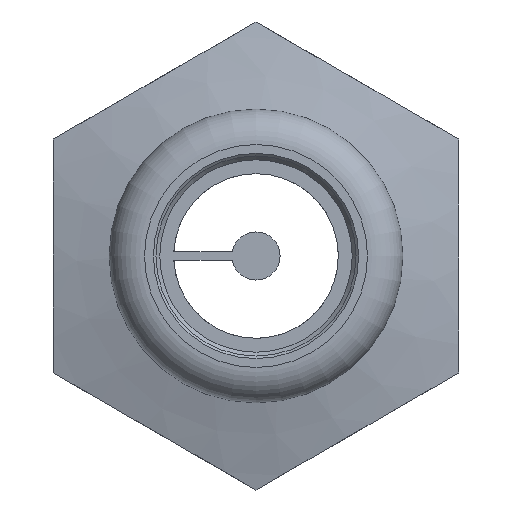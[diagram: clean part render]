
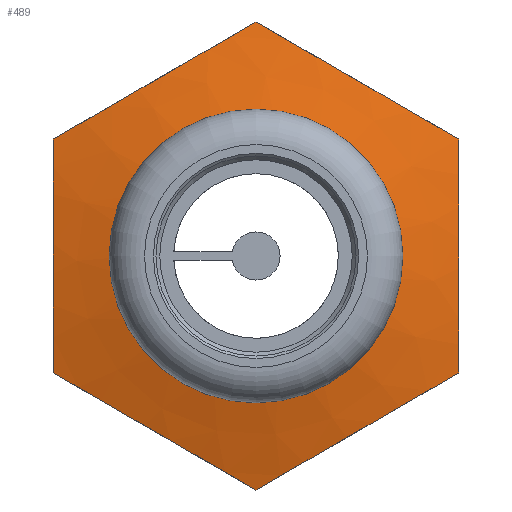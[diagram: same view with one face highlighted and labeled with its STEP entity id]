
A CAD part, left-side view. The second image highlights one B-rep face of the part: STEP entity #489.
In plain terms, the highlighted conical face has half-angle 75 degrees and reference radius 13.788 mm.
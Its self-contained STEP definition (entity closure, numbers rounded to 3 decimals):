
#16=(
BOUNDED_CURVE()
B_SPLINE_CURVE(2,(#801,#802,#803),.UNSPECIFIED.,.F.,.F.)
B_SPLINE_CURVE_WITH_KNOTS((3,3),(0.,1.852),.UNSPECIFIED.)
CURVE()
GEOMETRIC_REPRESENTATION_ITEM()
RATIONAL_B_SPLINE_CURVE((1.,1.155,1.))
REPRESENTATION_ITEM($)
);
#17=(
BOUNDED_CURVE()
B_SPLINE_CURVE(2,(#805,#806,#807),.UNSPECIFIED.,.F.,.F.)
B_SPLINE_CURVE_WITH_KNOTS((3,3),(0.,1.852),.UNSPECIFIED.)
CURVE()
GEOMETRIC_REPRESENTATION_ITEM()
RATIONAL_B_SPLINE_CURVE((1.,1.155,1.))
REPRESENTATION_ITEM($)
);
#18=(
BOUNDED_CURVE()
B_SPLINE_CURVE(2,(#809,#810,#811),.UNSPECIFIED.,.F.,.F.)
B_SPLINE_CURVE_WITH_KNOTS((3,3),(0.,1.852),.UNSPECIFIED.)
CURVE()
GEOMETRIC_REPRESENTATION_ITEM()
RATIONAL_B_SPLINE_CURVE((1.,1.155,1.))
REPRESENTATION_ITEM($)
);
#19=(
BOUNDED_CURVE()
B_SPLINE_CURVE(2,(#813,#814,#815),.UNSPECIFIED.,.F.,.F.)
B_SPLINE_CURVE_WITH_KNOTS((3,3),(0.,1.852),.UNSPECIFIED.)
CURVE()
GEOMETRIC_REPRESENTATION_ITEM()
RATIONAL_B_SPLINE_CURVE((1.,1.155,1.))
REPRESENTATION_ITEM($)
);
#20=(
BOUNDED_CURVE()
B_SPLINE_CURVE(2,(#817,#818,#819),.UNSPECIFIED.,.F.,.F.)
B_SPLINE_CURVE_WITH_KNOTS((3,3),(0.,1.852),.UNSPECIFIED.)
CURVE()
GEOMETRIC_REPRESENTATION_ITEM()
RATIONAL_B_SPLINE_CURVE((1.,1.155,1.))
REPRESENTATION_ITEM($)
);
#21=(
BOUNDED_CURVE()
B_SPLINE_CURVE(2,(#820,#821,#822),.UNSPECIFIED.,.F.,.F.)
B_SPLINE_CURVE_WITH_KNOTS((3,3),(0.,1.852),.UNSPECIFIED.)
CURVE()
GEOMETRIC_REPRESENTATION_ITEM()
RATIONAL_B_SPLINE_CURVE((1.,1.155,1.))
REPRESENTATION_ITEM($)
);
#39=CONICAL_SURFACE($,#547,13.788,75.);
#58=FACE_BOUND($,#165,.T.);
#88=CIRCLE($,#545,9.841);
#120=FACE_OUTER_BOUND($,#164,.T.);
#164=EDGE_LOOP($,(#376,#377,#378,#379,#380,#381));
#165=EDGE_LOOP($,(#382));
#250=VERTEX_POINT($,#794);
#252=VERTEX_POINT($,#799);
#253=VERTEX_POINT($,#800);
#254=VERTEX_POINT($,#804);
#255=VERTEX_POINT($,#808);
#256=VERTEX_POINT($,#812);
#257=VERTEX_POINT($,#816);
#299=EDGE_CURVE($,#250,#250,#88,.T.);
#301=EDGE_CURVE($,#252,#253,#16,.T.);
#302=EDGE_CURVE($,#253,#254,#17,.T.);
#303=EDGE_CURVE($,#254,#255,#18,.T.);
#304=EDGE_CURVE($,#255,#256,#19,.T.);
#305=EDGE_CURVE($,#256,#257,#20,.T.);
#306=EDGE_CURVE($,#257,#252,#21,.T.);
#376=ORIENTED_EDGE($,*,*,#301,.T.);
#377=ORIENTED_EDGE($,*,*,#302,.T.);
#378=ORIENTED_EDGE($,*,*,#303,.T.);
#379=ORIENTED_EDGE($,*,*,#304,.T.);
#380=ORIENTED_EDGE($,*,*,#305,.T.);
#381=ORIENTED_EDGE($,*,*,#306,.T.);
#382=ORIENTED_EDGE($,*,*,#299,.F.);
#489=ADVANCED_FACE($,(#120,#58),#39,.T.);
#545=AXIS2_PLACEMENT_3D($,#795,#651,#652);
#547=AXIS2_PLACEMENT_3D($,#798,#655,#656);
#651=DIRECTION('center_axis',(-1.,0.,0.));
#652=DIRECTION('ref_axis',(0.,-0.866,0.5));
#655=DIRECTION('center_axis',(1.,0.,0.));
#656=DIRECTION('ref_axis',(0.,0.866,0.5));
#794=CARTESIAN_POINT('',(14.999,8.523,-4.921));
#795=CARTESIAN_POINT('Origin',(14.999,0.,0.));
#798=CARTESIAN_POINT('Origin',(16.056,0.,0.));
#799=CARTESIAN_POINT('',(17.312,16.,-9.238));
#800=CARTESIAN_POINT('',(17.312,0.,-18.475));
#801=CARTESIAN_POINT('Ctrl Pts',(17.312,16.,-9.238));
#802=CARTESIAN_POINT('Ctrl Pts',(16.074,8.,-13.856));
#803=CARTESIAN_POINT('Ctrl Pts',(17.312,0.,
-18.475));
#804=CARTESIAN_POINT('',(17.312,-16.,-9.238));
#805=CARTESIAN_POINT('Ctrl Pts',(17.312,0.,
-18.475));
#806=CARTESIAN_POINT('Ctrl Pts',(16.074,-8.,-13.856));
#807=CARTESIAN_POINT('Ctrl Pts',(17.312,-16.,-9.238));
#808=CARTESIAN_POINT('',(17.312,-16.,9.238));
#809=CARTESIAN_POINT('Ctrl Pts',(17.312,-16.,-9.238));
#810=CARTESIAN_POINT('Ctrl Pts',(16.074,-16.,0.));
#811=CARTESIAN_POINT('Ctrl Pts',(17.312,-16.,9.238));
#812=CARTESIAN_POINT('',(17.312,0.,18.475));
#813=CARTESIAN_POINT('Ctrl Pts',(17.312,-16.,9.238));
#814=CARTESIAN_POINT('Ctrl Pts',(16.074,-8.,13.856));
#815=CARTESIAN_POINT('Ctrl Pts',(17.312,0.,
18.475));
#816=CARTESIAN_POINT('',(17.312,16.,9.238));
#817=CARTESIAN_POINT('Ctrl Pts',(17.312,0.,
18.475));
#818=CARTESIAN_POINT('Ctrl Pts',(16.074,8.,13.856));
#819=CARTESIAN_POINT('Ctrl Pts',(17.312,16.,9.238));
#820=CARTESIAN_POINT('Ctrl Pts',(17.312,16.,9.238));
#821=CARTESIAN_POINT('Ctrl Pts',(16.074,16.,0.));
#822=CARTESIAN_POINT('Ctrl Pts',(17.312,16.,-9.238));
